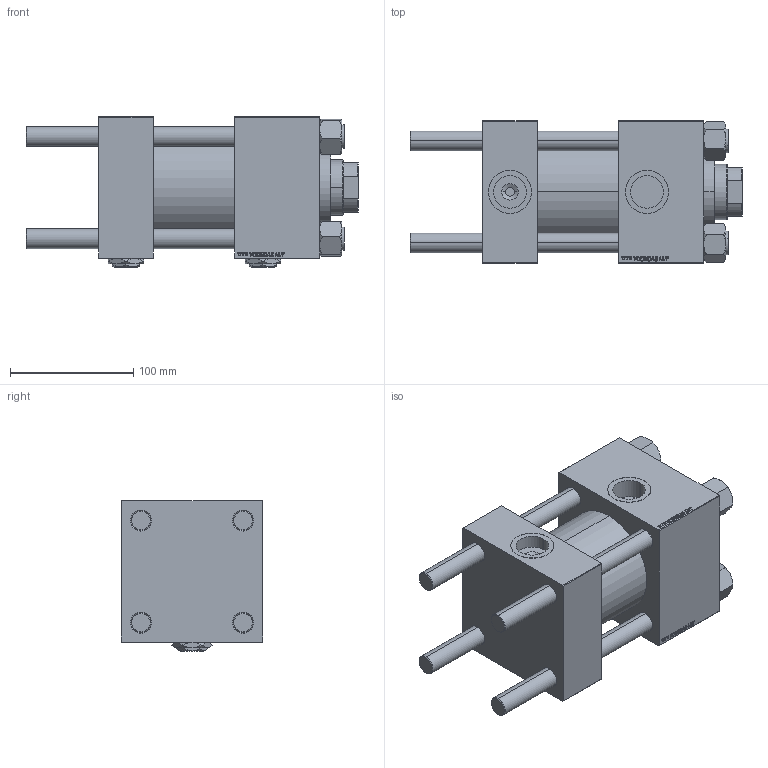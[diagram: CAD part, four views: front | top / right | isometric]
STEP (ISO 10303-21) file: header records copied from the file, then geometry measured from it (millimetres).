
FILE_DESCRIPTION (( 'STEP AP203' ), '1' );
FILE_NAME ('85e8.STEP', '2022-04-15T20:47:20', ( '' ), ( '' ), 'SwSTEP 2.0', 'SolidWorks 2019', '' );
FILE_SCHEMA (( 'CONFIG_CONTROL_DESIGN' ));
Length unit declared in the file: millimetre
Products named in the file (7): CR025_012_A_0_G_A_G_M_020_+#_##_TYCINKA cfb674a1d6d9f0c29fd7826e4111973f; NUT_M5 cfb674a1d6d9f0c29fd7826e4111973f; 85e8; V215_VC_A cfb674a1d6d9f0c29fd7826e4111973f; Zatka_pro_OIL_PORT cfb674a1d6d9f0c29fd7826e4111973f; V215CR_VCP cfb674a1d6d9f0c29fd7826e4111973f; V215CR_BODY_A cfb674a1d6d9f0c29fd7826e4111973f
Assembly tree (13 placements, depth 2):
  85e8
    V215CR_BODY_A cfb674a1d6d9f0c29fd7826e4111973f
    CR025_012_A_0_G_A_G_M_020_+#_##_TYCINKA cfb674a1d6d9f0c29fd7826e4111973f  x4
    NUT_M5 cfb674a1d6d9f0c29fd7826e4111973f  x4
    V215CR_VCP cfb674a1d6d9f0c29fd7826e4111973f
    V215_VC_A cfb674a1d6d9f0c29fd7826e4111973f
    Zatka_pro_OIL_PORT cfb674a1d6d9f0c29fd7826e4111973f  x2
Bounding box: 269 x 115 x 122 mm (x, y, z)
Volume: 1884201.8 mm3; surface area: 307032.1 mm2
Topology: 13 solids, 13 shells, 1287 faces, 3240 edges, 2099 vertices
Faces by surface type: plane 617, bspline 392, cone 178, cylinder 92, torus 8
Entity records: 52443 total; most frequent: CARTESIAN_POINT 27747, ORIENTED_EDGE 5552, DIRECTION 3598, EDGE_CURVE 2776, VERTEX_POINT 1819, LINE 1650, VECTOR 1650, EDGE_LOOP 1227
